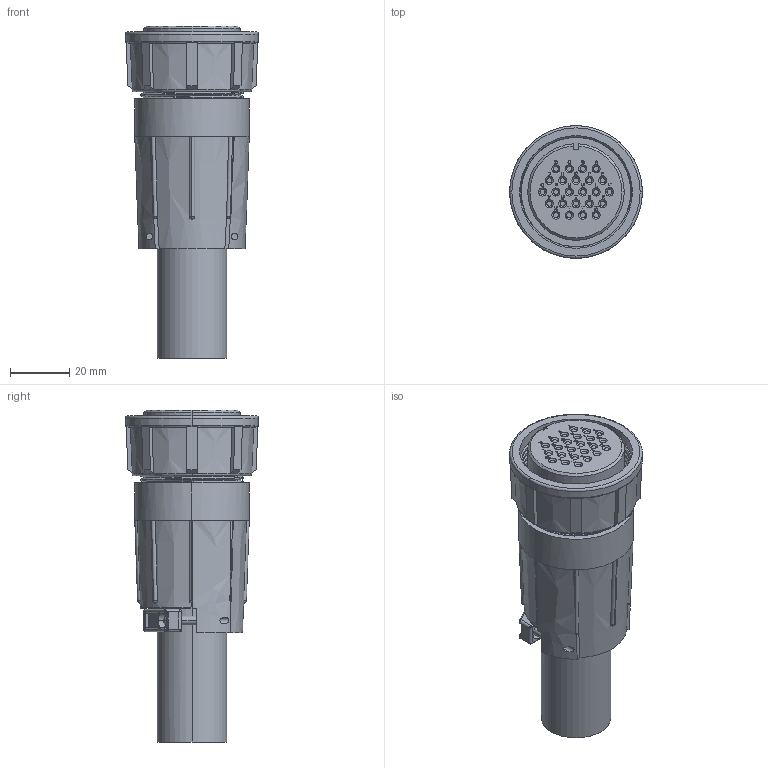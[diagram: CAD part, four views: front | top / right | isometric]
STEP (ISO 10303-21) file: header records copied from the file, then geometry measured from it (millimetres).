
FILE_DESCRIPTION (( 'STEP AP203' ), '1' );
FILE_NAME ('CXS3106A2428S.STEP', '2016-06-10T20:17:53', ( '' ), ( '' ), 'SwSTEP 2.0', 'SolidWorks 2014', '' );
FILE_SCHEMA (( 'CONFIG_CONTROL_DESIGN' ));
Length unit declared in the file: inch
Products named in the file (1): CXS3106A2428S
Bounding box: 44.83 x 44.83 x 112.17 mm (x, y, z)
Volume: 80503.3 mm3; surface area: 23976.2 mm2
Topology: 1 solids, 1 shells, 753 faces, 2005 edges, 1307 vertices
Faces by surface type: plane 400, bspline 123, cylinder 115, cone 70, torus 31, sphere 14
Entity records: 30435 total; most frequent: CARTESIAN_POINT 13096, ORIENTED_EDGE 3954, DIRECTION 2987, EDGE_CURVE 1977, VERTEX_POINT 1295, VECTOR 1091, LINE 1091, AXIS2_PLACEMENT_3D 948
